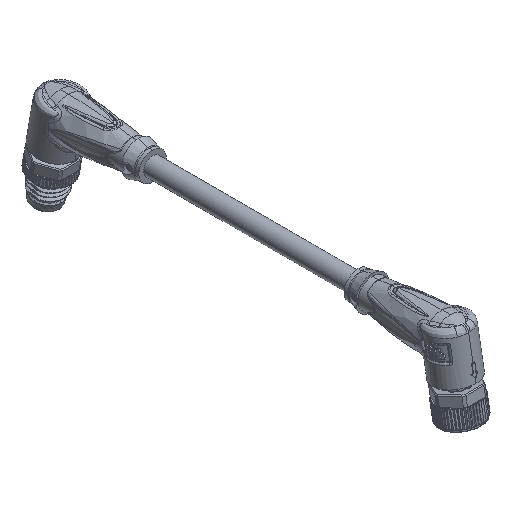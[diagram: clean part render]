
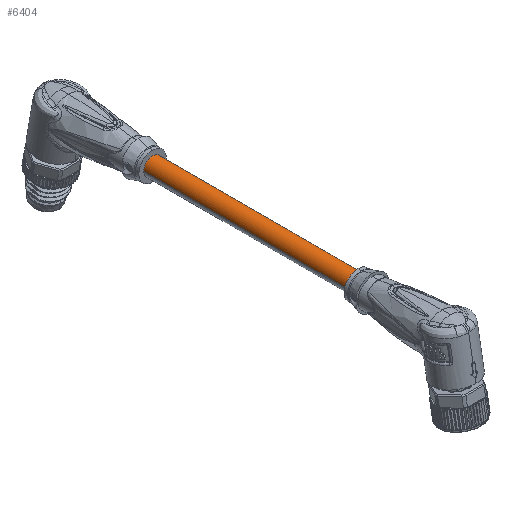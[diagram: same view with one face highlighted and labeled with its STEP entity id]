
A CAD part, isometric view. The second image highlights one B-rep face of the part: STEP entity #6404.
In plain terms, the highlighted cylindrical face has radius 2.15 mm (diameter 4.3 mm), a partial arc.
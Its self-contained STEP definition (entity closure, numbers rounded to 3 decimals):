
#6404=ADVANCED_FACE('',(#14452),#14453,.T.);
#14452=FACE_OUTER_BOUND('',#38224,.T.);
#14453=CYLINDRICAL_SURFACE('',#38225,2.15);
#38224=EDGE_LOOP('',(#98586,#98587,#98588,#98589));
#38225=AXIS2_PLACEMENT_3D('',#98590,#98591,#98592);
#98586=ORIENTED_EDGE('',*,*,#109983,.T.);
#98587=ORIENTED_EDGE('',*,*,#109988,.F.);
#98588=ORIENTED_EDGE('',*,*,#109985,.T.);
#98589=ORIENTED_EDGE('',*,*,#109989,.F.);
#98590=CARTESIAN_POINT('',(0.0,47.5,0.0));
#98591=DIRECTION('',(-0.0,1.0,0.0));
#98592=DIRECTION('',(1.0,0.0,0.0));
#109983=EDGE_CURVE('',#115257,#115258,#115259,.T.);
#109985=EDGE_CURVE('',#115262,#115260,#115263,.T.);
#109988=EDGE_CURVE('',#115262,#115258,#115266,.T.);
#109989=EDGE_CURVE('',#115257,#115260,#115267,.T.);
#115257=VERTEX_POINT('',#127598);
#115258=VERTEX_POINT('',#127599);
#115259=LINE('',#127600,#127601);
#115260=VERTEX_POINT('',#127602);
#115262=VERTEX_POINT('',#127604);
#115263=LINE('',#127605,#127606);
#115266=CIRCLE('',#127609,2.15);
#115267=CIRCLE('',#127610,2.15);
#127598=CARTESIAN_POINT('',(2.15,22.5,0.0));
#127599=CARTESIAN_POINT('',(2.15,72.5,0.0));
#127600=CARTESIAN_POINT('',(2.15,47.5,0.));
#127601=VECTOR('',#136804,1.0);
#127602=CARTESIAN_POINT('',(-2.15,22.5,0.));
#127604=CARTESIAN_POINT('',(-2.15,72.5,0.));
#127605=CARTESIAN_POINT('',(-2.15,47.5,0.));
#127606=VECTOR('',#136808,1.0);
#127609=AXIS2_PLACEMENT_3D('',#136812,#136813,#136814);
#127610=AXIS2_PLACEMENT_3D('',#136815,#136816,#136817);
#136804=DIRECTION('',(0.0,1.0,0.0));
#136808=DIRECTION('',(-0.0,-1.0,-0.0));
#136812=CARTESIAN_POINT('',(0.0,72.5,0.0));
#136813=DIRECTION('',(-0.0,1.0,0.0));
#136814=DIRECTION('',(1.0,0.0,0.0));
#136815=CARTESIAN_POINT('',(0.0,22.5,0.0));
#136816=DIRECTION('',(0.0,-1.0,0.0));
#136817=DIRECTION('',(1.0,0.0,0.0));
